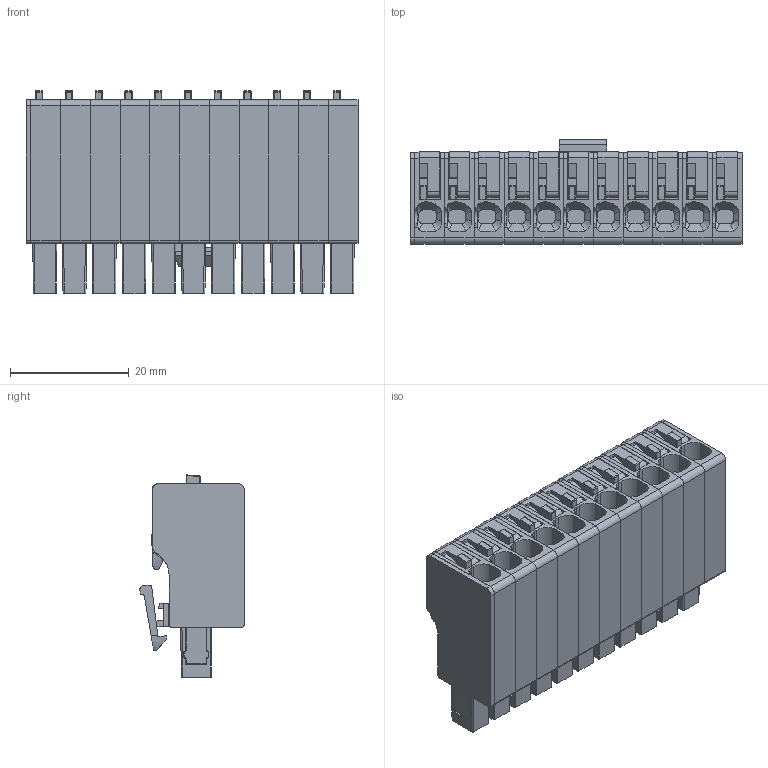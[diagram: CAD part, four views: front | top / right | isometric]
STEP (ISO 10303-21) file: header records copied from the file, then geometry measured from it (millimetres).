
FILE_DESCRIPTION(('CATIA V5 STEP Exchange','CAx-IF Rec.Pracs.--- Model Styling and Organization---1.4--- 2014-01-23'),'2;1');
FILE_NAME ('D1463859_2', '2022-08-24T06:22:21+00:00', ('none'), ('Weidmueller'), 'CATIA Version 5-6 Release 2016 SP3 HF44', 'CATIA V5 STEP AP214', 'none');
FILE_SCHEMA(('AUTOMOTIVE_DESIGN { 1 0 10303 214 1 1 1 1 }'));
Products named in the file (1): 2741760000
Bounding box: 55.8 x 17.53 x 34 mm (x, y, z)
Volume: 19227.7 mm3; surface area: 21318.8 mm2
Topology: 35 solids, 35 shells, 2699 faces, 7439 edges, 4857 vertices
Faces by surface type: plane 1574, cylinder 955, sphere 88, cone 48, bspline 23, torus 11
Entity records: 92393 total; most frequent: CARTESIAN_POINT 24870, ORIENTED_EDGE 14614, DIRECTION 11049, EDGE_CURVE 7307, VERTEX_POINT 4835, VECTOR 4697, LINE 4697, AXIS2_PLACEMENT_3D 3836
